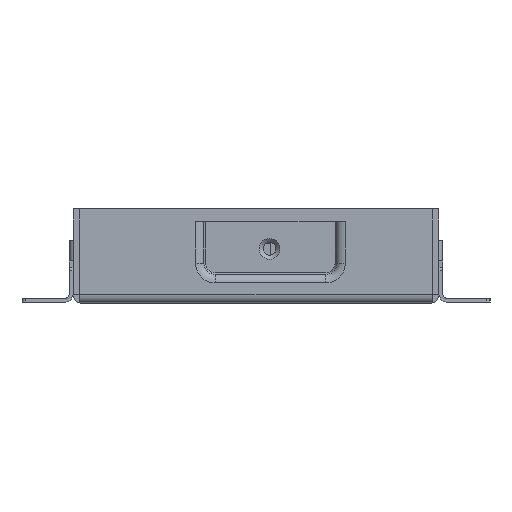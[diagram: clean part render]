
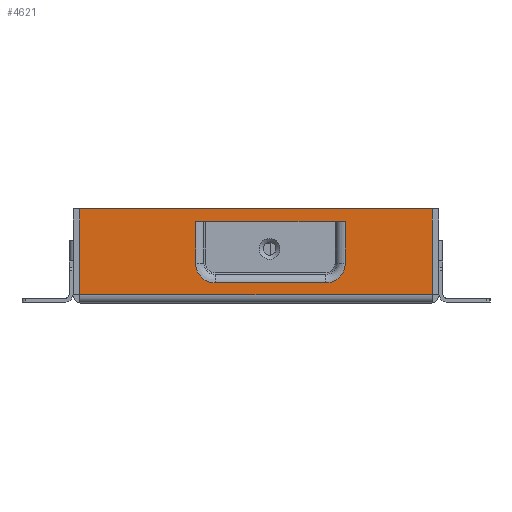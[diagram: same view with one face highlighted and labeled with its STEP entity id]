
A CAD part, front view. The second image highlights one B-rep face of the part: STEP entity #4621.
In plain terms, the highlighted planar face has unit normal (0, -1, 0).
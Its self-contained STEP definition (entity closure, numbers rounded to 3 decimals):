
#4621=ADVANCED_FACE('',(#12776,#12777),#6277,.F.);
#6277=PLANE('',#36534);
#7603=LINE('',#48169,#10248);
#7615=LINE('',#48217,#10260);
#7616=LINE('',#48220,#10261);
#7617=LINE('',#48222,#10262);
#7618=LINE('',#48226,#10263);
#7619=LINE('',#48229,#10264);
#7620=LINE('',#48231,#10265);
#7621=LINE('',#48233,#10266);
#10248=VECTOR('',#39723,1.);
#10260=VECTOR('',#39767,1.);
#10261=VECTOR('',#39768,1.);
#10262=VECTOR('',#39769,1.);
#10263=VECTOR('',#39772,1.);
#10264=VECTOR('',#39775,1.);
#10265=VECTOR('',#39776,1.);
#10266=VECTOR('',#39777,1.);
#12776=FACE_BOUND('',#13385,.T.);
#12777=FACE_BOUND('',#13386,.T.);
#13385=EDGE_LOOP('',(#15763,#15764,#15765,#15766,#15767,#15768));
#13386=EDGE_LOOP('',(#15769,#15770,#15771,#15772));
#15763=ORIENTED_EDGE('',*,*,#30151,.T.);
#15764=ORIENTED_EDGE('',*,*,#30152,.F.);
#15765=ORIENTED_EDGE('',*,*,#30153,.T.);
#15766=ORIENTED_EDGE('',*,*,#30154,.T.);
#15767=ORIENTED_EDGE('',*,*,#30155,.T.);
#15768=ORIENTED_EDGE('',*,*,#30156,.T.);
#15769=ORIENTED_EDGE('',*,*,#30157,.T.);
#15770=ORIENTED_EDGE('',*,*,#30129,.F.);
#15771=ORIENTED_EDGE('',*,*,#30158,.F.);
#15772=ORIENTED_EDGE('',*,*,#30159,.T.);
#26282=VERTEX_POINT('',#48167);
#26284=VERTEX_POINT('',#48170);
#26304=VERTEX_POINT('',#48218);
#26305=VERTEX_POINT('',#48219);
#26306=VERTEX_POINT('',#48221);
#26307=VERTEX_POINT('',#48223);
#26308=VERTEX_POINT('',#48225);
#26309=VERTEX_POINT('',#48227);
#26310=VERTEX_POINT('',#48230);
#26311=VERTEX_POINT('',#48232);
#30129=EDGE_CURVE('',#26282,#26284,#7603,.T.);
#30151=EDGE_CURVE('',#26304,#26305,#7615,.T.);
#30152=EDGE_CURVE('',#26306,#26305,#7616,.T.);
#30153=EDGE_CURVE('',#26306,#26307,#7617,.T.);
#30154=EDGE_CURVE('',#26307,#26308,#35331,.T.);
#30155=EDGE_CURVE('',#26308,#26309,#7618,.T.);
#30156=EDGE_CURVE('',#26309,#26304,#35332,.T.);
#30157=EDGE_CURVE('',#26310,#26284,#7619,.T.);
#30158=EDGE_CURVE('',#26311,#26282,#7620,.T.);
#30159=EDGE_CURVE('',#26311,#26310,#7621,.T.);
#35331=CIRCLE('',#36532,6.175);
#35332=CIRCLE('',#36533,6.175);
#36532=AXIS2_PLACEMENT_3D('',#48224,#39770,#39771);
#36533=AXIS2_PLACEMENT_3D('',#48228,#39773,#39774);
#36534=AXIS2_PLACEMENT_3D('',#48234,#39778,#39779);
#39723=DIRECTION('',(1.,0.,0.));
#39767=DIRECTION('',(0.,0.,1.));
#39768=DIRECTION('',(-1.,0.,0.));
#39769=DIRECTION('',(0.,0.,-1.));
#39770=DIRECTION('',(0.,1.,0.));
#39771=DIRECTION('',(0.,0.,1.));
#39772=DIRECTION('',(-1.,0.,0.));
#39773=DIRECTION('',(0.,1.,0.));
#39774=DIRECTION('',(0.,0.,1.));
#39775=DIRECTION('',(0.,0.,1.));
#39776=DIRECTION('',(0.,0.,1.));
#39777=DIRECTION('',(1.,0.,0.));
#39778=DIRECTION('',(0.,1.,0.));
#39779=DIRECTION('',(0.,0.,1.));
#48167=CARTESIAN_POINT('',(2.002,0.,29.5));
#48169=CARTESIAN_POINT('',(2.6,0.,29.5));
#48170=CARTESIAN_POINT('',(112.498,0.,29.5));
#48217=CARTESIAN_POINT('',(38.325,0.,2.6));
#48218=CARTESIAN_POINT('',(38.325,0.,12.5));
#48219=CARTESIAN_POINT('',(38.325,0.,25.5));
#48220=CARTESIAN_POINT('',(82.,0.,25.5));
#48221=CARTESIAN_POINT('',(85.175,0.,25.5));
#48222=CARTESIAN_POINT('',(85.175,0.,2.6));
#48223=CARTESIAN_POINT('',(85.175,0.,12.5));
#48224=CARTESIAN_POINT('',(79.,0.,12.5));
#48225=CARTESIAN_POINT('',(79.,0.,6.325));
#48226=CARTESIAN_POINT('',(2.6,0.,6.325));
#48227=CARTESIAN_POINT('',(44.5,0.,6.325));
#48228=CARTESIAN_POINT('',(44.5,0.,12.5));
#48229=CARTESIAN_POINT('',(112.498,0.,2.6));
#48230=CARTESIAN_POINT('',(112.498,0.,2.6));
#48231=CARTESIAN_POINT('',(2.002,0.,2.6));
#48232=CARTESIAN_POINT('',(2.002,0.,2.6));
#48233=CARTESIAN_POINT('',(2.6,0.,2.6));
#48234=CARTESIAN_POINT('',(2.6,0.,2.6));
